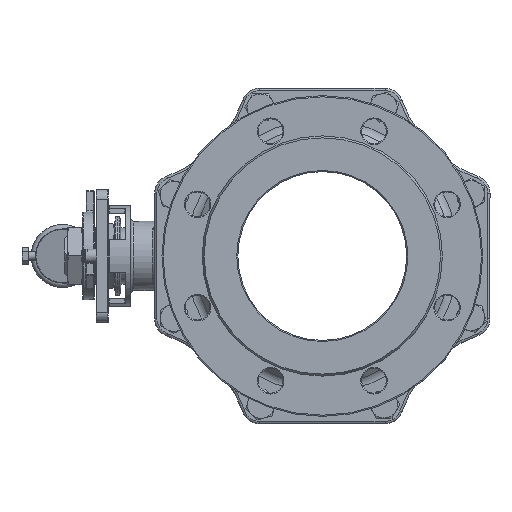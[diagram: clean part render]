
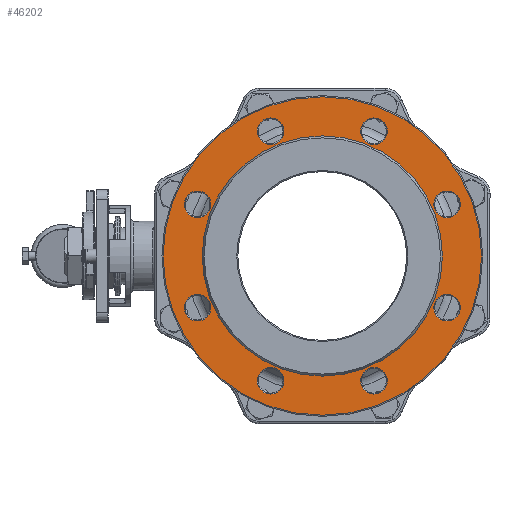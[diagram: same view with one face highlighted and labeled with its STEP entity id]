
A CAD part, left-side view. The second image highlights one B-rep face of the part: STEP entity #46202.
In plain terms, the highlighted planar face has unit normal (-1, 0, 0).
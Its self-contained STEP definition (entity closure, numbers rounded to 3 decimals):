
#585 = ORIENTED_EDGE ( 'NONE', *, *, #5774, .T. ) ;
#882 = ORIENTED_EDGE ( 'NONE', *, *, #29287, .T. ) ;
#1015 = ORIENTED_EDGE ( 'NONE', *, *, #35072, .T. ) ;
#1424 = EDGE_LOOP ( 'NONE', ( #882 ) ) ;
#1632 = DIRECTION ( 'NONE',  ( 1., 0., 0. ) ) ;
#2044 = CARTESIAN_POINT ( 'NONE',  ( -171., -122.666, 45.922 ) ) ;
#4267 = FACE_BOUND ( 'NONE', #57888, .T. ) ;
#4599 = AXIS2_PLACEMENT_3D ( 'NONE', #63796, #22191, #63344 ) ;
#4844 = VERTEX_POINT ( 'NONE', #21615 ) ;
#5774 = EDGE_CURVE ( 'NONE', #27938, #27938, #67484, .T. ) ;
#5921 = FACE_BOUND ( 'NONE', #52523, .T. ) ;
#6655 = EDGE_LOOP ( 'NONE', ( #50435 ) ) ;
#6857 = CARTESIAN_POINT ( 'NONE',  ( -171., -57.722, 110.866 ) ) ;
#7044 = DIRECTION ( 'NONE',  ( 1., 0., 0. ) ) ;
#7546 = AXIS2_PLACEMENT_3D ( 'NONE', #33173, #7044, #43692 ) ;
#7738 = EDGE_LOOP ( 'NONE', ( #1015 ) ) ;
#8056 = ORIENTED_EDGE ( 'NONE', *, *, #30601, .T. ) ;
#10223 = DIRECTION ( 'NONE',  ( 1., 0., 0. ) ) ;
#12622 = DIRECTION ( 'NONE',  ( 0., -1., 0. ) ) ;
#12839 = CARTESIAN_POINT ( 'NONE',  ( -171., 45.922, 110.866 ) ) ;
#13225 = CIRCLE ( 'NONE', #44904, 11.8 ) ;
#13283 = FACE_BOUND ( 'NONE', #50174, .T. ) ;
#13305 = EDGE_CURVE ( 'NONE', #4844, #4844, #64075, .T. ) ;
#14719 = DIRECTION ( 'NONE',  ( 1., 0., 0. ) ) ;
#15299 = CIRCLE ( 'NONE', #19363, 11.8 ) ;
#15591 = CARTESIAN_POINT ( 'NONE',  ( -171., -57.722, -110.866 ) ) ;
#16394 = EDGE_LOOP ( 'NONE', ( #64908 ) ) ;
#16890 = VERTEX_POINT ( 'NONE', #48281 ) ;
#17060 = ORIENTED_EDGE ( 'NONE', *, *, #40860, .T. ) ;
#17618 = VERTEX_POINT ( 'NONE', #38671 ) ;
#17737 = CARTESIAN_POINT ( 'NONE',  ( -171., -110.866, 45.922 ) ) ;
#18217 = FACE_OUTER_BOUND ( 'NONE', #65452, .T. ) ;
#18756 = CIRCLE ( 'NONE', #54655, 106.732 ) ;
#19363 = AXIS2_PLACEMENT_3D ( 'NONE', #12839, #1632, #12622 ) ;
#19763 = DIRECTION ( 'NONE',  ( -1., 0., 0. ) ) ;
#19870 = FACE_BOUND ( 'NONE', #39989, .T. ) ;
#20420 = DIRECTION ( 'NONE',  ( 1., 0., 0. ) ) ;
#21615 = CARTESIAN_POINT ( 'NONE',  ( -171., 99.066, 45.922 ) ) ;
#21803 = VERTEX_POINT ( 'NONE', #22501 ) ;
#22191 = DIRECTION ( 'NONE',  ( 1., 0., 0. ) ) ;
#22501 = CARTESIAN_POINT ( 'NONE',  ( -171., 34.122, -110.866 ) ) ;
#22700 = ORIENTED_EDGE ( 'NONE', *, *, #13305, .T. ) ;
#22728 = CARTESIAN_POINT ( 'NONE',  ( -171., 99.066, -45.922 ) ) ;
#22953 = CARTESIAN_POINT ( 'NONE',  ( -171., -141.5, 0. ) ) ;
#23194 = DIRECTION ( 'NONE',  ( -1., 0., 0. ) ) ;
#24936 = AXIS2_PLACEMENT_3D ( 'NONE', #46255, #57016, #61834 ) ;
#25069 = DIRECTION ( 'NONE',  ( 0., -1., 0. ) ) ;
#25638 = FACE_BOUND ( 'NONE', #46045, .T. ) ;
#26056 = CARTESIAN_POINT ( 'NONE',  ( -171., -45.922, -110.866 ) ) ;
#27551 = VERTEX_POINT ( 'NONE', #6857 ) ;
#27938 = VERTEX_POINT ( 'NONE', #15591 ) ;
#29287 = EDGE_CURVE ( 'NONE', #27551, #27551, #13225, .T. ) ;
#30223 = DIRECTION ( 'NONE',  ( 0., -1., 0. ) ) ;
#30601 = EDGE_CURVE ( 'NONE', #43090, #43090, #18756, .T. ) ;
#30901 = CARTESIAN_POINT ( 'NONE',  ( -171., -45.922, 110.866 ) ) ;
#31005 = DIRECTION ( 'NONE',  ( 0., 1., 0. ) ) ;
#31503 = DIRECTION ( 'NONE',  ( 0., -1., 0. ) ) ;
#33173 = CARTESIAN_POINT ( 'NONE',  ( -171., -110.866, -45.922 ) ) ;
#33806 = EDGE_CURVE ( 'NONE', #43934, #43934, #37654, .T. ) ;
#34297 = ORIENTED_EDGE ( 'NONE', *, *, #33806, .T. ) ;
#34610 = AXIS2_PLACEMENT_3D ( 'NONE', #26056, #10223, #31503 ) ;
#35072 = EDGE_CURVE ( 'NONE', #16890, #16890, #15299, .T. ) ;
#35790 = PLANE ( 'NONE',  #61045 ) ;
#37654 = CIRCLE ( 'NONE', #42418, 141.5 ) ;
#38671 = CARTESIAN_POINT ( 'NONE',  ( -171., -122.666, -45.922 ) ) ;
#39989 = EDGE_LOOP ( 'NONE', ( #48092 ) ) ;
#40860 = EDGE_CURVE ( 'NONE', #63524, #63524, #54140, .T. ) ;
#41961 = CARTESIAN_POINT ( 'NONE',  ( -171., 0., 0. ) ) ;
#41978 = FACE_BOUND ( 'NONE', #16394, .T. ) ;
#42418 = AXIS2_PLACEMENT_3D ( 'NONE', #65474, #23194, #59751 ) ;
#43090 = VERTEX_POINT ( 'NONE', #63892 ) ;
#43292 = CIRCLE ( 'NONE', #4599, 11.8 ) ;
#43534 = CIRCLE ( 'NONE', #7546, 11.8 ) ;
#43692 = DIRECTION ( 'NONE',  ( 0., -1., 0. ) ) ;
#43934 = VERTEX_POINT ( 'NONE', #22953 ) ;
#44648 = VERTEX_POINT ( 'NONE', #2044 ) ;
#44904 = AXIS2_PLACEMENT_3D ( 'NONE', #30901, #51953, #30223 ) ;
#46045 = EDGE_LOOP ( 'NONE', ( #22700 ) ) ;
#46202 = ADVANCED_FACE ( 'NONE', ( #5921, #51784, #13283, #41978, #19870, #59982, #65712, #25638, #18217, #4267 ), #35790, .T. ) ;
#46255 = CARTESIAN_POINT ( 'NONE',  ( -171., 110.866, -45.922 ) ) ;
#48092 = ORIENTED_EDGE ( 'NONE', *, *, #63729, .T. ) ;
#48281 = CARTESIAN_POINT ( 'NONE',  ( -171., 34.122, 110.866 ) ) ;
#48764 = EDGE_CURVE ( 'NONE', #21803, #21803, #43292, .T. ) ;
#49070 = DIRECTION ( 'NONE',  ( 1., 0., 0. ) ) ;
#49661 = CIRCLE ( 'NONE', #57758, 11.8 ) ;
#50174 = EDGE_LOOP ( 'NONE', ( #585 ) ) ;
#50435 = ORIENTED_EDGE ( 'NONE', *, *, #48764, .T. ) ;
#51566 = CARTESIAN_POINT ( 'NONE',  ( -171., 142.5, 0. ) ) ;
#51784 = FACE_BOUND ( 'NONE', #6655, .T. ) ;
#51785 = CARTESIAN_POINT ( 'NONE',  ( -171., 110.866, 45.922 ) ) ;
#51953 = DIRECTION ( 'NONE',  ( 1., 0., 0. ) ) ;
#52523 = EDGE_LOOP ( 'NONE', ( #17060 ) ) ;
#54140 = CIRCLE ( 'NONE', #24936, 11.8 ) ;
#54655 = AXIS2_PLACEMENT_3D ( 'NONE', #41961, #14719, #31005 ) ;
#55153 = AXIS2_PLACEMENT_3D ( 'NONE', #51785, #20420, #57011 ) ;
#57011 = DIRECTION ( 'NONE',  ( 0., -1., 0. ) ) ;
#57016 = DIRECTION ( 'NONE',  ( 1., 0., 0. ) ) ;
#57758 = AXIS2_PLACEMENT_3D ( 'NONE', #17737, #49070, #59842 ) ;
#57888 = EDGE_LOOP ( 'NONE', ( #8056 ) ) ;
#59751 = DIRECTION ( 'NONE',  ( 0., -1., 0. ) ) ;
#59842 = DIRECTION ( 'NONE',  ( 0., -1., 0. ) ) ;
#59982 = FACE_BOUND ( 'NONE', #1424, .T. ) ;
#61045 = AXIS2_PLACEMENT_3D ( 'NONE', #51566, #19763, #25069 ) ;
#61834 = DIRECTION ( 'NONE',  ( 0., -1., 0. ) ) ;
#63344 = DIRECTION ( 'NONE',  ( 0., -1., 0. ) ) ;
#63524 = VERTEX_POINT ( 'NONE', #22728 ) ;
#63729 = EDGE_CURVE ( 'NONE', #44648, #44648, #49661, .T. ) ;
#63796 = CARTESIAN_POINT ( 'NONE',  ( -171., 45.922, -110.866 ) ) ;
#63892 = CARTESIAN_POINT ( 'NONE',  ( -171., 106.732, 0. ) ) ;
#64075 = CIRCLE ( 'NONE', #55153, 11.8 ) ;
#64908 = ORIENTED_EDGE ( 'NONE', *, *, #67250, .T. ) ;
#65452 = EDGE_LOOP ( 'NONE', ( #34297 ) ) ;
#65474 = CARTESIAN_POINT ( 'NONE',  ( -171., 0., 0. ) ) ;
#65712 = FACE_BOUND ( 'NONE', #7738, .T. ) ;
#67250 = EDGE_CURVE ( 'NONE', #17618, #17618, #43534, .T. ) ;
#67484 = CIRCLE ( 'NONE', #34610, 11.8 ) ;
